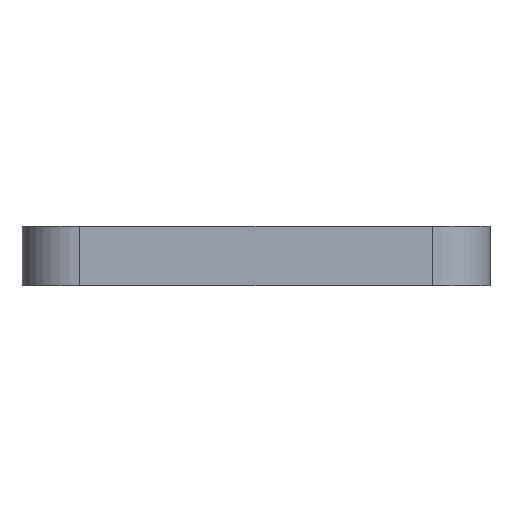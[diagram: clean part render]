
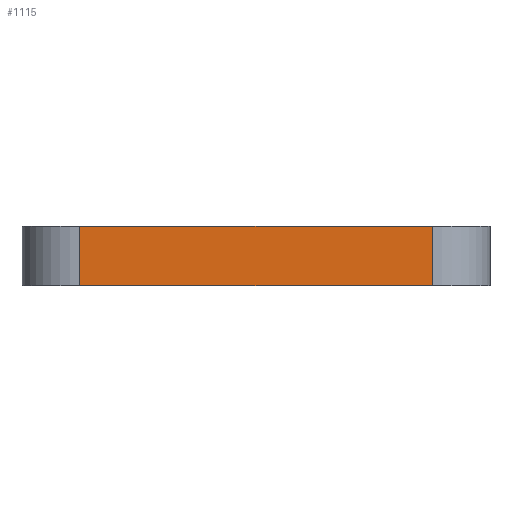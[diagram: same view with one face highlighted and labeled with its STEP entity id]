
A CAD part, front view. The second image highlights one B-rep face of the part: STEP entity #1115.
In plain terms, the highlighted planar face has unit normal (0, -1, 0).
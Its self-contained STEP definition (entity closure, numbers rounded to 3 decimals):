
#26 = VERTEX_POINT ( 'NONE', #229 ) ;
#39 = VERTEX_POINT ( 'NONE', #367 ) ;
#43 = ORIENTED_EDGE ( 'NONE', *, *, #695, .T. ) ;
#110 = CARTESIAN_POINT ( 'NONE',  ( -25., -25., 6.35 ) ) ;
#115 = VERTEX_POINT ( 'NONE', #906 ) ;
#152 = LINE ( 'NONE', #288, #1516 ) ;
#200 = DIRECTION ( 'NONE',  ( 1., 0., 0. ) ) ;
#229 = CARTESIAN_POINT ( 'NONE',  ( 18.83, -25., 6.35 ) ) ;
#249 = LINE ( 'NONE', #725, #912 ) ;
#268 = DIRECTION ( 'NONE',  ( 0., 0., 1. ) ) ;
#288 = CARTESIAN_POINT ( 'NONE',  ( -18.83, -25., 6.35 ) ) ;
#305 = DIRECTION ( 'NONE',  ( 1., 0., 0. ) ) ;
#367 = CARTESIAN_POINT ( 'NONE',  ( 18.83, -25., 0. ) ) ;
#371 = PLANE ( 'NONE',  #1690 ) ;
#376 = DIRECTION ( 'NONE',  ( 0., 0., 1. ) ) ;
#438 = ORIENTED_EDGE ( 'NONE', *, *, #1448, .T. ) ;
#444 = LINE ( 'NONE', #835, #1118 ) ;
#481 = ORIENTED_EDGE ( 'NONE', *, *, #1245, .T. ) ;
#488 = EDGE_CURVE ( 'NONE', #1393, #26, #249, .T. ) ;
#534 = FACE_OUTER_BOUND ( 'NONE', #1217, .T. ) ;
#616 = ORIENTED_EDGE ( 'NONE', *, *, #488, .F. ) ;
#695 = EDGE_CURVE ( 'NONE', #1393, #115, #152, .T. ) ;
#725 = CARTESIAN_POINT ( 'NONE',  ( -25., -25., 6.35 ) ) ;
#737 = VECTOR ( 'NONE', #268, 1000. ) ;
#835 = CARTESIAN_POINT ( 'NONE',  ( -25., -25., 0. ) ) ;
#906 = CARTESIAN_POINT ( 'NONE',  ( -18.83, -25., 0. ) ) ;
#912 = VECTOR ( 'NONE', #200, 1000. ) ;
#1089 = DIRECTION ( 'NONE',  ( 0., 0., -1. ) ) ;
#1093 = LINE ( 'NONE', #1584, #737 ) ;
#1115 = ADVANCED_FACE ( 'NONE', ( #534 ), #371, .F. ) ;
#1118 = VECTOR ( 'NONE', #305, 1000. ) ;
#1170 = DIRECTION ( 'NONE',  ( 0., 1., 0. ) ) ;
#1217 = EDGE_LOOP ( 'NONE', ( #616, #43, #438, #481 ) ) ;
#1233 = CARTESIAN_POINT ( 'NONE',  ( -18.83, -25., 6.35 ) ) ;
#1245 = EDGE_CURVE ( 'NONE', #39, #26, #1093, .T. ) ;
#1393 = VERTEX_POINT ( 'NONE', #1233 ) ;
#1448 = EDGE_CURVE ( 'NONE', #115, #39, #444, .T. ) ;
#1516 = VECTOR ( 'NONE', #1089, 1000. ) ;
#1584 = CARTESIAN_POINT ( 'NONE',  ( 18.83, -25., 6.35 ) ) ;
#1690 = AXIS2_PLACEMENT_3D ( 'NONE', #110, #1170, #376 ) ;
